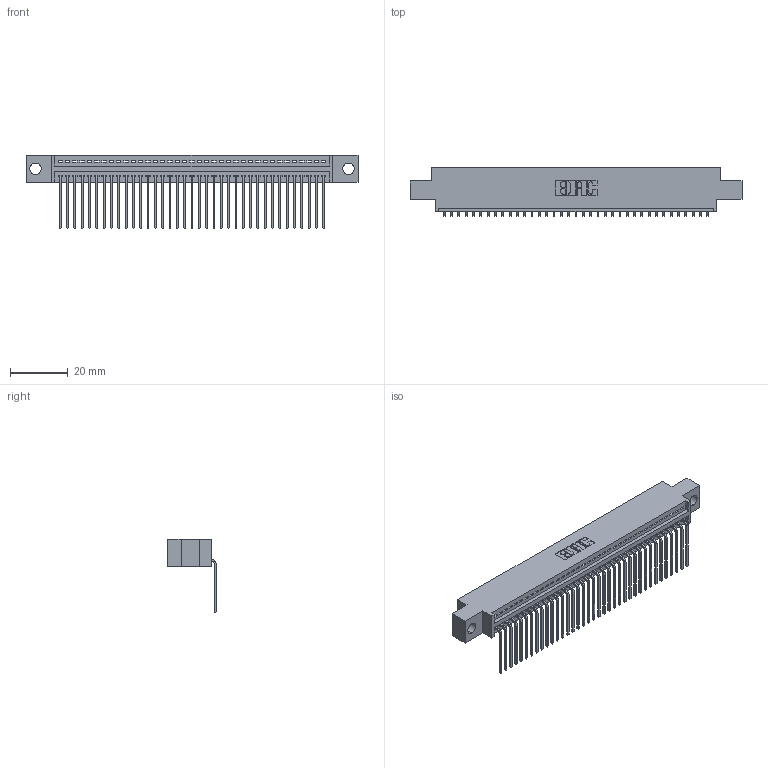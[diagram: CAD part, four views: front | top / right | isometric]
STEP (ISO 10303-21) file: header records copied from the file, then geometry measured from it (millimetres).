
FILE_DESCRIPTION (( 'STEP AP203' ), '1' );
FILE_NAME ('395-037-559-604.STEP', '2019-10-22T00:19:35', ( '' ), ( '' ), 'SwSTEP 2.0', 'SolidWorks 2016', '' );
FILE_SCHEMA (( 'CONFIG_CONTROL_DESIGN' ));
Length unit declared in the file: inch
Products named in the file (3): 345 Part_0.170 Offset - 0.156 Dia-TH; 395-037-559-604; 345-292-001_558 559 Tail - 1
Assembly tree (38 placements, depth 2):
  395-037-559-604
    345 Part_0.170 Offset - 0.156 Dia-TH
    345-292-001_558 559 Tail - 1  x37
Bounding box: 115.19 x 16.75 x 25.53 mm (x, y, z)
Volume: 10821.8 mm3; surface area: 14973 mm2
Topology: 38 solids, 38 shells, 2350 faces, 7087 edges, 4674 vertices
Faces by surface type: plane 1638, cylinder 712
Entity records: 28739 total; most frequent: CARTESIAN_POINT 4987, ORIENTED_EDGE 4958, DIRECTION 4361, EDGE_CURVE 2479, LINE 2199, VECTOR 2199, VERTEX_POINT 1650, AXIS2_PLACEMENT_3D 1081
